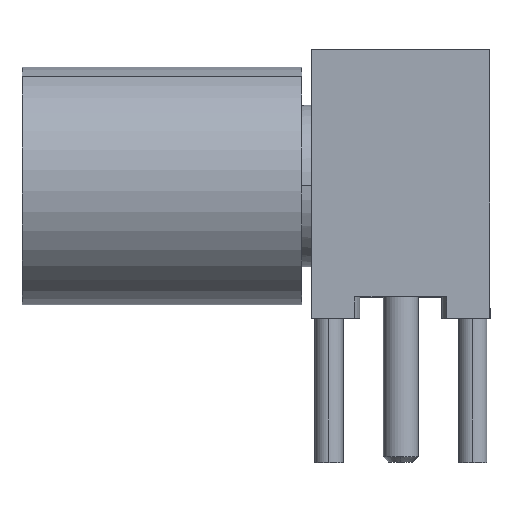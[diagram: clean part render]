
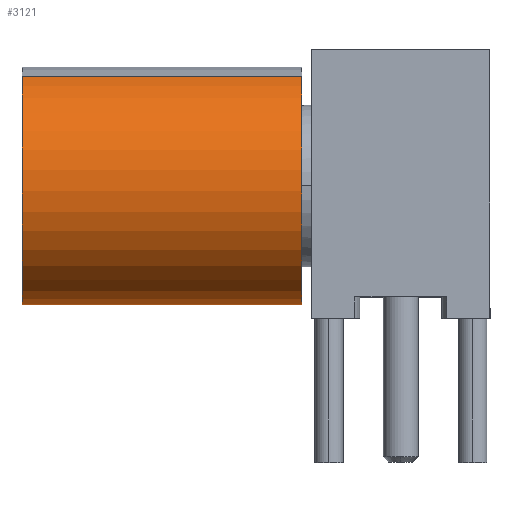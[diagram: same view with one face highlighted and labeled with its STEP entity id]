
A CAD part, top view. The second image highlights one B-rep face of the part: STEP entity #3121.
In plain terms, the highlighted cylindrical face has radius 2.1 mm (diameter 4.2 mm), a partial arc.
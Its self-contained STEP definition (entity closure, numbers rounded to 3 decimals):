
#14 = EDGE_CURVE ( 'NONE', #576, #2925, #1505, .T. ) ;
#69 = ORIENTED_EDGE ( 'NONE', *, *, #901, .T. ) ;
#91 = CARTESIAN_POINT ( 'NONE',  ( -0.802, -1.941, 5.115 ) ) ;
#131 = VECTOR ( 'NONE', #2618, 1000. ) ;
#426 = CARTESIAN_POINT ( 'NONE',  ( 0.802, 1.941, 0.175 ) ) ;
#463 = CARTESIAN_POINT ( 'NONE',  ( -0.802, -1.941, 0.175 ) ) ;
#552 = CARTESIAN_POINT ( 'NONE',  ( -0.802, -1.941, 0.175 ) ) ;
#576 = VERTEX_POINT ( 'NONE', #2223 ) ;
#596 = FACE_OUTER_BOUND ( 'NONE', #2485, .T. ) ;
#623 = CARTESIAN_POINT ( 'NONE',  ( 0., 0., 0.175 ) ) ;
#681 = ORIENTED_EDGE ( 'NONE', *, *, #14, .T. ) ;
#699 = DIRECTION ( 'NONE',  ( 0., 0., -1. ) ) ;
#785 = LINE ( 'NONE', #463, #131 ) ;
#866 = EDGE_CURVE ( 'NONE', #1867, #1359, #2704, .T. ) ;
#901 = EDGE_CURVE ( 'NONE', #2925, #1359, #785, .T. ) ;
#907 = LINE ( 'NONE', #958, #1811 ) ;
#958 = CARTESIAN_POINT ( 'NONE',  ( 0.802, 1.941, 0.175 ) ) ;
#1034 = AXIS2_PLACEMENT_3D ( 'NONE', #2347, #3034, #2574 ) ;
#1048 = CYLINDRICAL_SURFACE ( 'NONE', #2028, 2.1 ) ;
#1174 = AXIS2_PLACEMENT_3D ( 'NONE', #2606, #1951, #2881 ) ;
#1359 = VERTEX_POINT ( 'NONE', #552 ) ;
#1505 = CIRCLE ( 'NONE', #1034, 2.1 ) ;
#1534 = ORIENTED_EDGE ( 'NONE', *, *, #866, .F. ) ;
#1617 = DIRECTION ( 'NONE',  ( -0.382, -0.924, 0. ) ) ;
#1811 = VECTOR ( 'NONE', #699, 1000. ) ;
#1838 = EDGE_CURVE ( 'NONE', #576, #1867, #907, .T. ) ;
#1867 = VERTEX_POINT ( 'NONE', #426 ) ;
#1951 = DIRECTION ( 'NONE',  ( 0., 0., -1. ) ) ;
#2028 = AXIS2_PLACEMENT_3D ( 'NONE', #623, #2801, #1617 ) ;
#2124 = ORIENTED_EDGE ( 'NONE', *, *, #1838, .F. ) ;
#2223 = CARTESIAN_POINT ( 'NONE',  ( 0.802, 1.941, 5.115 ) ) ;
#2347 = CARTESIAN_POINT ( 'NONE',  ( 0., 0., 5.115 ) ) ;
#2485 = EDGE_LOOP ( 'NONE', ( #2124, #681, #69, #1534 ) ) ;
#2574 = DIRECTION ( 'NONE',  ( -0.382, -0.924, 0. ) ) ;
#2606 = CARTESIAN_POINT ( 'NONE',  ( 0., 0., 0.175 ) ) ;
#2618 = DIRECTION ( 'NONE',  ( 0., 0., -1. ) ) ;
#2704 = CIRCLE ( 'NONE', #1174, 2.1 ) ;
#2801 = DIRECTION ( 'NONE',  ( 0., 0., -1. ) ) ;
#2881 = DIRECTION ( 'NONE',  ( -0.382, -0.924, 0. ) ) ;
#2925 = VERTEX_POINT ( 'NONE', #91 ) ;
#3034 = DIRECTION ( 'NONE',  ( 0., 0., -1. ) ) ;
#3121 = ADVANCED_FACE ( 'NONE', ( #596 ), #1048, .T. ) ;
